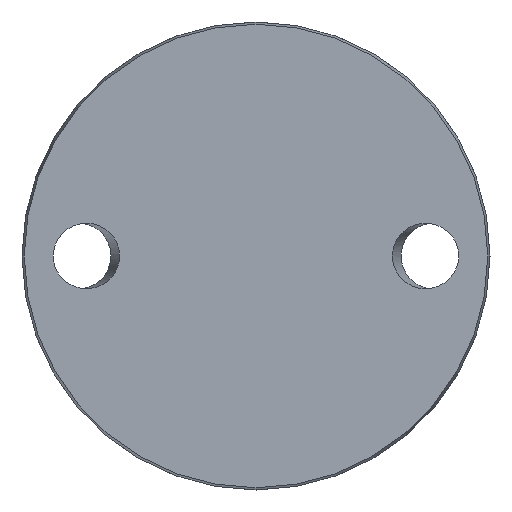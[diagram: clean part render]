
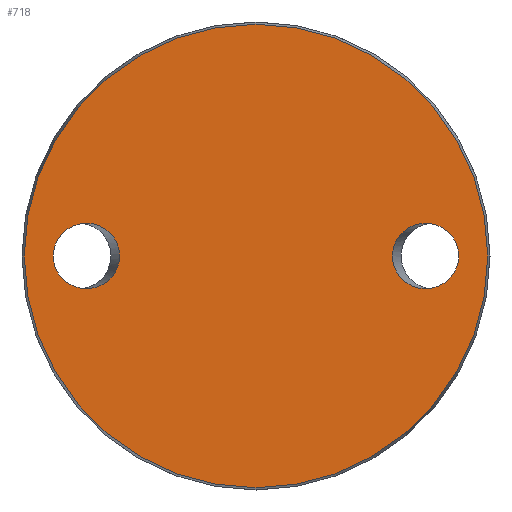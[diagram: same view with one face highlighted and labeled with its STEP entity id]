
A CAD part, front view. The second image highlights one B-rep face of the part: STEP entity #718.
In plain terms, the highlighted planar face has unit normal (0, -1, 0).
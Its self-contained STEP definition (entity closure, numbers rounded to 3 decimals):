
#65 = CARTESIAN_POINT ( 'NONE',  ( 0., 0., 0. ) ) ;
#97 = ORIENTED_EDGE ( 'NONE', *, *, #492, .T. ) ;
#107 = EDGE_CURVE ( 'NONE', #626, #626, #565, .T. ) ;
#188 = FACE_BOUND ( 'NONE', #678, .T. ) ;
#192 = FACE_BOUND ( 'NONE', #1006, .T. ) ;
#244 = VERTEX_POINT ( 'NONE', #711 ) ;
#259 = CARTESIAN_POINT ( 'NONE',  ( -51.115, 0., -16.5 ) ) ;
#271 = CARTESIAN_POINT ( 'NONE',  ( -58.425, 0., 0. ) ) ;
#299 = DIRECTION ( 'NONE',  ( 0., -1., 0. ) ) ;
#302 = VERTEX_POINT ( 'NONE', #946 ) ;
#333 = CARTESIAN_POINT ( 'NONE',  ( -34.385, 0., 0. ) ) ;
#402 = CARTESIAN_POINT ( 'NONE',  ( 51.115, 0., -16.5 ) ) ;
#405 = CIRCLE ( 'NONE', #997, 58.425 ) ;
#430 = ORIENTED_EDGE ( 'NONE', *, *, #107, .F. ) ;
#455 = DIRECTION ( 'NONE',  ( 0., 0., -1. ) ) ;
#481 = CARTESIAN_POINT ( 'NONE',  ( -34.385, 0., 16.5 ) ) ;
#492 = EDGE_CURVE ( 'NONE', #244, #244, #1000, .T. ) ;
#494 = CARTESIAN_POINT ( 'NONE',  ( 34.385, 0., 0. ) ) ;
#497 = FACE_OUTER_BOUND ( 'NONE', #633, .T. ) ;
#551 = CARTESIAN_POINT ( 'NONE',  ( 34.385, 0., -16.5 ) ) ;
#565 =( BOUNDED_CURVE ( )  B_SPLINE_CURVE ( 3, ( #494, #551, #402, #802, #726, #735, #897 ),
 .UNSPECIFIED., .T., .T. ) 
 B_SPLINE_CURVE_WITH_KNOTS ( ( 4, 3, 4 ),
 ( 0., 3.142, 6.283 ),
 .UNSPECIFIED. ) 
 CURVE ( )  GEOMETRIC_REPRESENTATION_ITEM ( )  RATIONAL_B_SPLINE_CURVE ( ( 1., 0.333, 0.333, 1., 0.333, 0.333, 1. ) ) 
 REPRESENTATION_ITEM ( '' )  );
#585 = DIRECTION ( 'NONE',  ( 0., 1., 0. ) ) ;
#588 = AXIS2_PLACEMENT_3D ( 'NONE', #271, #585, #774 ) ;
#611 = CARTESIAN_POINT ( 'NONE',  ( 34.385, 0., 0. ) ) ;
#626 = VERTEX_POINT ( 'NONE', #611 ) ;
#630 = CARTESIAN_POINT ( 'NONE',  ( -51.115, 0., 0. ) ) ;
#633 = EDGE_LOOP ( 'NONE', ( #769 ) ) ;
#678 = EDGE_LOOP ( 'NONE', ( #97 ) ) ;
#711 = CARTESIAN_POINT ( 'NONE',  ( -51.115, 0., 0. ) ) ;
#718 = ADVANCED_FACE ( 'NONE', ( #188, #192, #497 ), #745, .F. ) ;
#726 = CARTESIAN_POINT ( 'NONE',  ( 51.115, 0., 16.5 ) ) ;
#735 = CARTESIAN_POINT ( 'NONE',  ( 34.385, 0., 16.5 ) ) ;
#745 = PLANE ( 'NONE',  #588 ) ;
#769 = ORIENTED_EDGE ( 'NONE', *, *, #804, .T. ) ;
#774 = DIRECTION ( 'NONE',  ( 0., 0., 1. ) ) ;
#801 = CARTESIAN_POINT ( 'NONE',  ( -51.115, 0., 0. ) ) ;
#802 = CARTESIAN_POINT ( 'NONE',  ( 51.115, 0., 0. ) ) ;
#804 = EDGE_CURVE ( 'NONE', #302, #302, #405, .T. ) ;
#806 = CARTESIAN_POINT ( 'NONE',  ( -34.385, 0., -16.5 ) ) ;
#897 = CARTESIAN_POINT ( 'NONE',  ( 34.385, 0., 0. ) ) ;
#946 = CARTESIAN_POINT ( 'NONE',  ( 0., 0., -58.425 ) ) ;
#967 = CARTESIAN_POINT ( 'NONE',  ( -51.115, 0., 16.5 ) ) ;
#997 = AXIS2_PLACEMENT_3D ( 'NONE', #65, #299, #455 ) ;
#1000 =( BOUNDED_CURVE ( )  B_SPLINE_CURVE ( 3, ( #630, #967, #481, #333, #806, #259, #801 ),
 .UNSPECIFIED., .T., .T. ) 
 B_SPLINE_CURVE_WITH_KNOTS ( ( 4, 3, 4 ),
 ( 0., 3.142, 6.283 ),
 .UNSPECIFIED. ) 
 CURVE ( )  GEOMETRIC_REPRESENTATION_ITEM ( )  RATIONAL_B_SPLINE_CURVE ( ( 1., 0.333, 0.333, 1., 0.333, 0.333, 1. ) ) 
 REPRESENTATION_ITEM ( '' )  );
#1006 = EDGE_LOOP ( 'NONE', ( #430 ) ) ;
